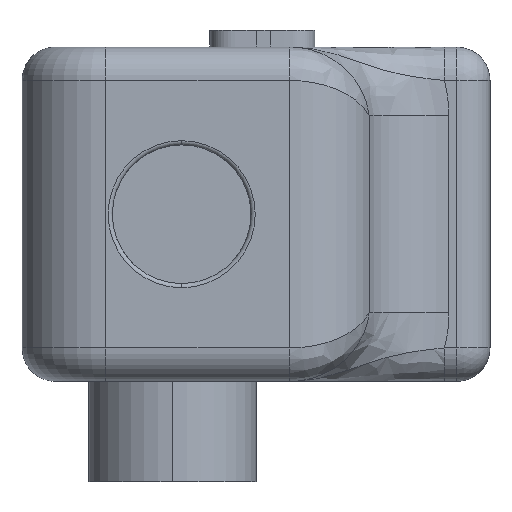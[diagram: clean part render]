
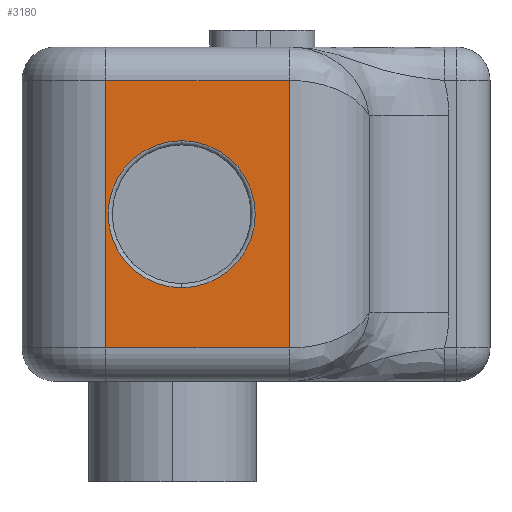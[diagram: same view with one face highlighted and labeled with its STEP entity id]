
A CAD part, left-side view. The second image highlights one B-rep face of the part: STEP entity #3180.
In plain terms, the highlighted planar face has unit normal (-1, 0, 0).
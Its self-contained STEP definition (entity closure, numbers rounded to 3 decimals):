
#2 = CARTESIAN_POINT ( 'NONE',  ( -10., 8.447, 0. ) ) ;
#220 = DIRECTION ( 'NONE',  ( 0., 0., 1. ) ) ;
#250 = CARTESIAN_POINT ( 'NONE',  ( -10., 2., -10. ) ) ;
#258 = EDGE_CURVE ( 'NONE', #1828, #1765, #274, .T. ) ;
#274 = LINE ( 'NONE', #563, #1801 ) ;
#367 = CIRCLE ( 'NONE', #2082, 4.4 ) ;
#483 = CIRCLE ( 'NONE', #3067, 4.4 ) ;
#563 = CARTESIAN_POINT ( 'NONE',  ( -10., -3., -8. ) ) ;
#724 = EDGE_CURVE ( 'NONE', #3281, #1828, #1185, .T. ) ;
#785 = ORIENTED_EDGE ( 'NONE', *, *, #1328, .T. ) ;
#876 = FACE_BOUND ( 'NONE', #2600, .T. ) ;
#1024 = LINE ( 'NONE', #250, #1639 ) ;
#1048 = DIRECTION ( 'NONE',  ( 1., 0., 0. ) ) ;
#1185 = LINE ( 'NONE', #2801, #2347 ) ;
#1206 = CARTESIAN_POINT ( 'NONE',  ( -10., 13., 8. ) ) ;
#1233 = EDGE_CURVE ( 'NONE', #2622, #2978, #367, .T. ) ;
#1286 = DIRECTION ( 'NONE',  ( 1., 0., 0. ) ) ;
#1290 = CARTESIAN_POINT ( 'NONE',  ( -10., 2., -8. ) ) ;
#1298 = CARTESIAN_POINT ( 'NONE',  ( -10., 8.447, 0. ) ) ;
#1300 = DIRECTION ( 'NONE',  ( 0., 0., 1. ) ) ;
#1328 = EDGE_CURVE ( 'NONE', #1842, #3281, #1989, .T. ) ;
#1412 = VECTOR ( 'NONE', #1695, 1000. ) ;
#1428 = AXIS2_PLACEMENT_3D ( 'NONE', #1611, #2707, #3241 ) ;
#1464 = CARTESIAN_POINT ( 'NONE',  ( -10., 13., -8. ) ) ;
#1611 = CARTESIAN_POINT ( 'NONE',  ( -10., -3., -10. ) ) ;
#1639 = VECTOR ( 'NONE', #1300, 1000. ) ;
#1695 = DIRECTION ( 'NONE',  ( 0., 1., 0. ) ) ;
#1765 = VERTEX_POINT ( 'NONE', #1290 ) ;
#1801 = VECTOR ( 'NONE', #2941, 1000. ) ;
#1828 = VERTEX_POINT ( 'NONE', #1464 ) ;
#1835 = EDGE_CURVE ( 'NONE', #2978, #2622, #483, .T. ) ;
#1842 = VERTEX_POINT ( 'NONE', #2383 ) ;
#1964 = ORIENTED_EDGE ( 'NONE', *, *, #1233, .T. ) ;
#1971 = ORIENTED_EDGE ( 'NONE', *, *, #724, .T. ) ;
#1989 = LINE ( 'NONE', #3284, #1412 ) ;
#1998 = ORIENTED_EDGE ( 'NONE', *, *, #3116, .T. ) ;
#2025 = CARTESIAN_POINT ( 'NONE',  ( -10., 8.447, 4.4 ) ) ;
#2082 = AXIS2_PLACEMENT_3D ( 'NONE', #2, #1048, #3143 ) ;
#2103 = EDGE_LOOP ( 'NONE', ( #3190, #1998, #785, #1971 ) ) ;
#2265 = CARTESIAN_POINT ( 'NONE',  ( -10., 8.447, -4.4 ) ) ;
#2347 = VECTOR ( 'NONE', #2547, 1000. ) ;
#2383 = CARTESIAN_POINT ( 'NONE',  ( -10., 2., 8. ) ) ;
#2547 = DIRECTION ( 'NONE',  ( 0., 0., -1. ) ) ;
#2600 = EDGE_LOOP ( 'NONE', ( #1964, #2791 ) ) ;
#2622 = VERTEX_POINT ( 'NONE', #2025 ) ;
#2707 = DIRECTION ( 'NONE',  ( -1., 0., 0. ) ) ;
#2729 = FACE_OUTER_BOUND ( 'NONE', #2103, .T. ) ;
#2791 = ORIENTED_EDGE ( 'NONE', *, *, #1835, .T. ) ;
#2801 = CARTESIAN_POINT ( 'NONE',  ( -10., 13., -10. ) ) ;
#2931 = PLANE ( 'NONE',  #1428 ) ;
#2941 = DIRECTION ( 'NONE',  ( 0., -1., 0. ) ) ;
#2978 = VERTEX_POINT ( 'NONE', #2265 ) ;
#3067 = AXIS2_PLACEMENT_3D ( 'NONE', #1298, #1286, #220 ) ;
#3116 = EDGE_CURVE ( 'NONE', #1765, #1842, #1024, .T. ) ;
#3143 = DIRECTION ( 'NONE',  ( 0., 0., 1. ) ) ;
#3180 = ADVANCED_FACE ( 'NONE', ( #876, #2729 ), #2931, .T. ) ;
#3190 = ORIENTED_EDGE ( 'NONE', *, *, #258, .T. ) ;
#3241 = DIRECTION ( 'NONE',  ( 0., 0., 1. ) ) ;
#3281 = VERTEX_POINT ( 'NONE', #1206 ) ;
#3284 = CARTESIAN_POINT ( 'NONE',  ( -10., 18., 8. ) ) ;
